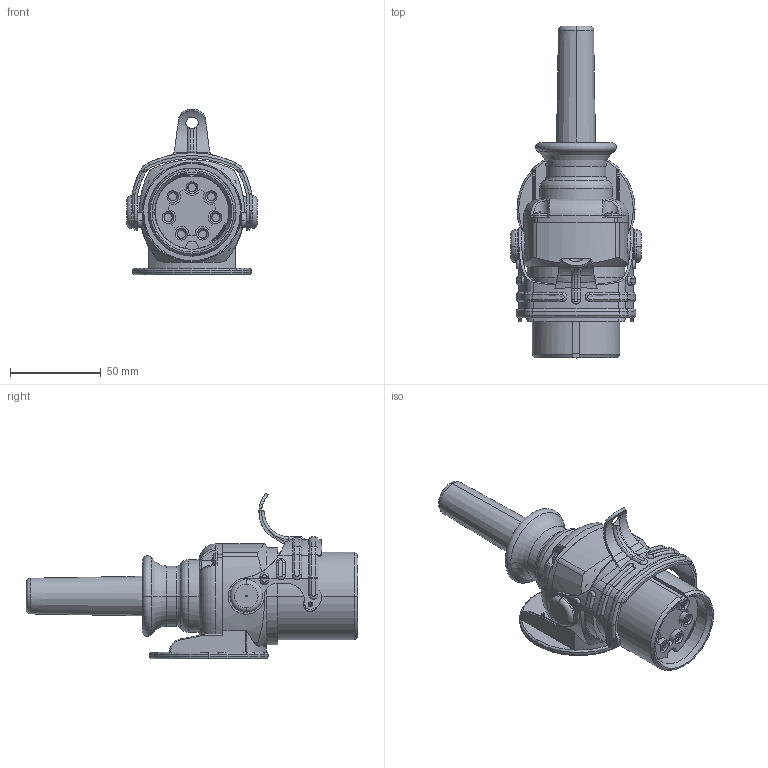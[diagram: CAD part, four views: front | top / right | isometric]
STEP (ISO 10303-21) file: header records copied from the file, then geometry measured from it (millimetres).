
FILE_DESCRIPTION((''),'2;1');
FILE_NAME('241003_SW0002','2018-08-15T10:44:56',('rdbu'),(''),'CREO PARAMETRIC BY PTC INC, 2017380','CREO PARAMETRIC BY PTC INC, 2017380','');
FILE_SCHEMA(('CONFIG_CONTROL_DESIGN'));
Products named in the file (1): 241003_SW0002
Bounding box: 71.8 x 182.7 x 91.3 mm (x, y, z)
Volume: 235168.4 mm3; surface area: 73156 mm2
Topology: 3 solids, 4 shells, 2256 faces, 6012 edges, 3861 vertices
Faces by surface type: plane 1572, cylinder 387, torus 126, extrusion 64, cone 55, bspline 44, sphere 8
Entity records: 75190 total; most frequent: CARTESIAN_POINT 18888, ORIENTED_EDGE 12016, DIRECTION 11201, EDGE_CURVE 6008, VECTOR 4469, LINE 4405, VERTEX_POINT 3861, AXIS2_PLACEMENT_3D 3366
